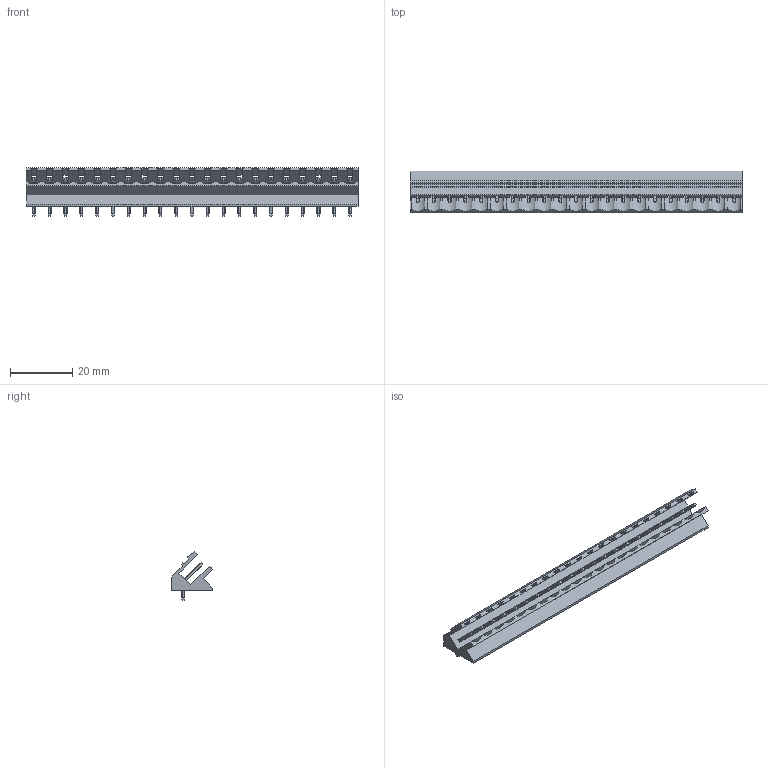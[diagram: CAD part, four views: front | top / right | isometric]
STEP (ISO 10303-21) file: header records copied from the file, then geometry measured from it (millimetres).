
FILE_DESCRIPTION(('CATIA V5 STEP Exchange','CAx-IF Rec.Pracs.--- Model Styling and Organization---1.2---2011-12-15'),'2;1');
FILE_NAME ('D1453165_0_1603250000_1603250000.stp','2018-10-10T07:30:03+00:00',('none'),('Weidmueller'),'CATIA Version 5-6 Release 2014','CATIA V5 STEP AP214','none');
FILE_SCHEMA(('AUTOMOTIVE_DESIGN { 1 0 10303 214 1 1 1 1 }'));
Length unit declared in the file: millimetre
Products named in the file (1): 1603250000
Bounding box: 106.68 x 13.3 x 15.67 mm (x, y, z)
Volume: 6515.4 mm3; surface area: 8628.2 mm2
Topology: 22 solids, 22 shells, 1048 faces, 2892 edges, 1846 vertices
Faces by surface type: plane 689, cylinder 359
Entity records: 37088 total; most frequent: CARTESIAN_POINT 12819, ORIENTED_EDGE 5784, DIRECTION 3764, EDGE_CURVE 2892, VECTOR 2174, LINE 2174, VERTEX_POINT 1846, EDGE_LOOP 1090
